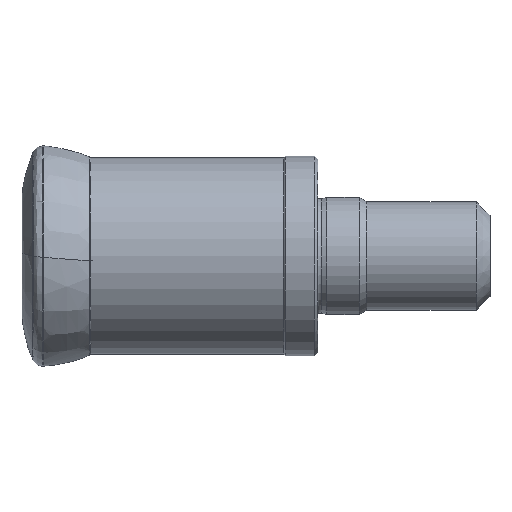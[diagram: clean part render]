
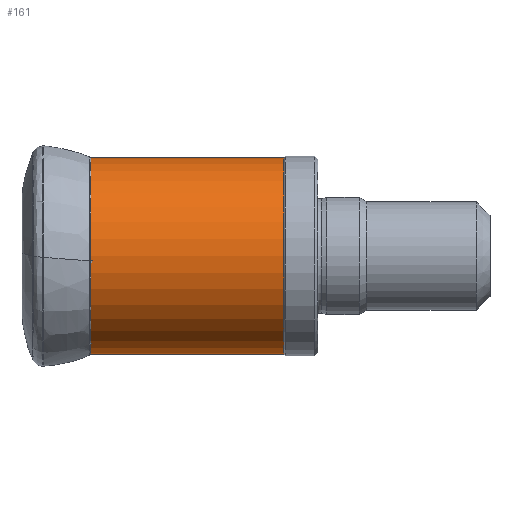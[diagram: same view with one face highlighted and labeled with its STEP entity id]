
A CAD part, top view. The second image highlights one B-rep face of the part: STEP entity #161.
In plain terms, the highlighted cylindrical face has radius 14.25 mm (diameter 28.5 mm), a full revolution.
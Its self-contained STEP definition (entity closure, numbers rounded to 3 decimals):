
#46=CYLINDRICAL_SURFACE('',#765,14.25);
#76=FACE_BOUND('',#292,.T.);
#77=FACE_BOUND('',#293,.T.);
#161=ADVANCED_FACE('',(#76,#77),#46,.T.);
#292=EDGE_LOOP('',(#515));
#293=EDGE_LOOP('',(#516));
#354=CIRCLE('',#762,14.25);
#355=CIRCLE('',#764,14.25);
#515=ORIENTED_EDGE('',*,*,#663,.F.);
#516=ORIENTED_EDGE('',*,*,#662,.T.);
#577=VERTEX_POINT('',#2744);
#578=VERTEX_POINT('',#2747);
#662=EDGE_CURVE('',#577,#577,#354,.T.);
#663=EDGE_CURVE('',#578,#578,#355,.T.);
#762=AXIS2_PLACEMENT_3D('',#2743,#890,#891);
#764=AXIS2_PLACEMENT_3D('',#2746,#894,#895);
#765=AXIS2_PLACEMENT_3D('',#2748,#896,#897);
#890=DIRECTION('',(-1.,0.,0.));
#891=DIRECTION('',(0.,0.,1.));
#894=DIRECTION('',(-1.,0.,0.));
#895=DIRECTION('',(0.,0.,1.));
#896=DIRECTION('',(-1.,0.,0.));
#897=DIRECTION('',(0.,0.,1.));
#2743=CARTESIAN_POINT('',(38.,0.,0.));
#2744=CARTESIAN_POINT('',(38.,0.,14.25));
#2746=CARTESIAN_POINT('',(9.932,0.,0.));
#2747=CARTESIAN_POINT('',(9.932,0.,14.25));
#2748=CARTESIAN_POINT('',(0.,0.,0.));
